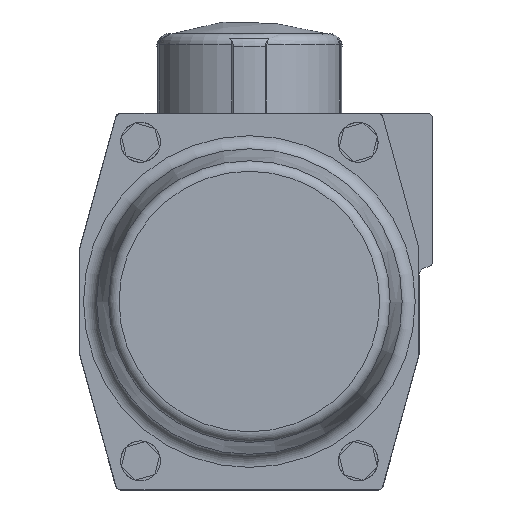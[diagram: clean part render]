
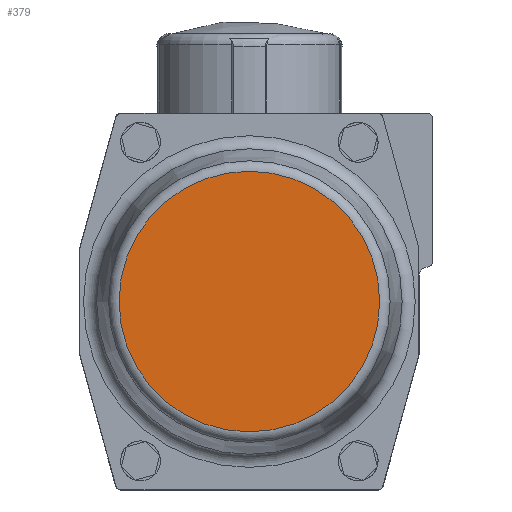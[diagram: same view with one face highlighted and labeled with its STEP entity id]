
A CAD part, front view. The second image highlights one B-rep face of the part: STEP entity #379.
In plain terms, the highlighted planar face has unit normal (0, -1, 0).
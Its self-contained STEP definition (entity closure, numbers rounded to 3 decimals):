
#379 = ADVANCED_FACE( '', ( #1027 ), #1028, .T. );
#1027 = FACE_OUTER_BOUND( '', #2012, .T. );
#1028 = PLANE( '', #2013 );
#2012 = EDGE_LOOP( '', ( #3115 ) );
#2013 = AXIS2_PLACEMENT_3D( '', #3116, #3117, #3118 );
#3115 = ORIENTED_EDGE( '', *, *, #5464, .F. );
#3116 = CARTESIAN_POINT( '', ( 0., -155., 0. ) );
#3117 = DIRECTION( '', ( 0., -1., 0. ) );
#3118 = DIRECTION( '', ( 0., 0., -1. ) );
#5464 = EDGE_CURVE( '', #6494, #6494, #6495, .T. );
#6494 = VERTEX_POINT( '', #7898 );
#6495 = CIRCLE( '', #7899, 49.104 );
#7898 = CARTESIAN_POINT( '', ( -49.104, -155., 0. ) );
#7899 = AXIS2_PLACEMENT_3D( '', #9578, #9579, #9580 );
#9578 = CARTESIAN_POINT( '', ( 0., -155., 0. ) );
#9579 = DIRECTION( '', ( 0., 1., 0. ) );
#9580 = DIRECTION( '', ( -1., 0., 0. ) );
